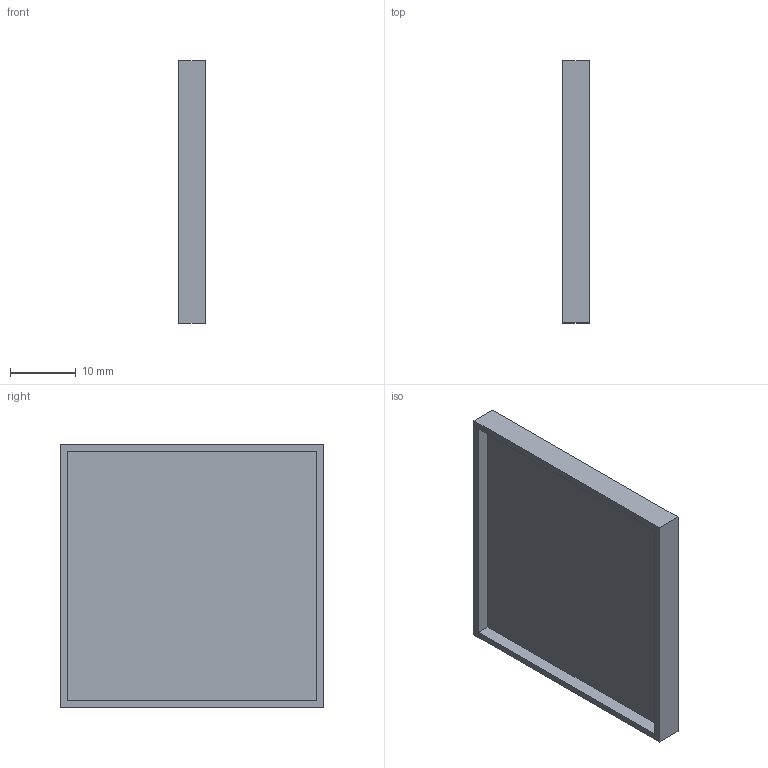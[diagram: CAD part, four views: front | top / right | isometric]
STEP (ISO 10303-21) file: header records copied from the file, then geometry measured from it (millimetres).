
FILE_DESCRIPTION(('STEP AP214'),'1');
FILE_NAME('cctmp_6E000AED-C2E3-416A-AE5F-45A94CE88F12_2025_01_22_09_09_16_0374_14244..stp','2025-01-22T08:09:16',('Bosch Rexroth AG'),('CADClick - www.CADClick.com'),'Spatial InterOp 3D',' ','unknown authorization - (Healing Option Enabled)');
FILE_SCHEMA(('AUTOMOTIVE_DESIGN'));
Length unit declared in the file: millimetre
Products named in the file (1): 2025_01_22_09_09_16_0358
Bounding box: 4 x 40 x 40 mm (x, y, z)
Volume: 3418.5 mm3; surface area: 4182.4 mm2
Topology: 1 solids, 1 shells, 21 faces, 48 edges, 32 vertices
Faces by surface type: plane 19, cylinder 2
Entity records: 778 total; most frequent: CARTESIAN_POINT 102, DIRECTION 96, ORIENTED_EDGE 96, EDGE_CURVE 48, LINE 44, VECTOR 44, VERTEX_POINT 32, AXIS2_PLACEMENT_3D 26
